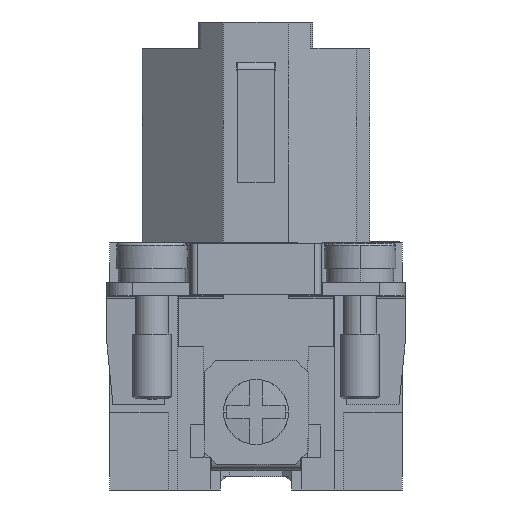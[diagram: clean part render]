
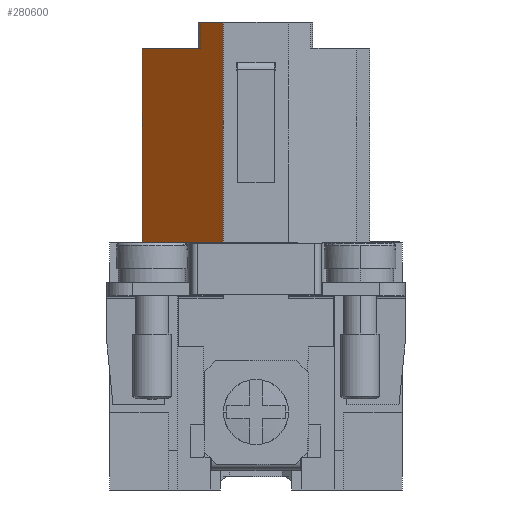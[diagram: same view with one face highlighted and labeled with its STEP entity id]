
A CAD part, left-side view. The second image highlights one B-rep face of the part: STEP entity #280600.
In plain terms, the highlighted planar face has unit normal (-0.736, 0.677, 0).
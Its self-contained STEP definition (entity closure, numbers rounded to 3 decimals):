
#280050=CARTESIAN_POINT('',(-27.5,2.5,15.));
#280060=DIRECTION('',(-0.736,0.677,0.));
#280070=DIRECTION('',(0.677,0.736,0.));
#280080=AXIS2_PLACEMENT_3D('',#280050,#280060,#280070);
#280090=PLANE('',#280080);
#280100=CARTESIAN_POINT('',(-21.75,8.75,0.));
#280110=DIRECTION('',(-0.677,-0.736,0.));
#280120=VECTOR('',#280110,8.493);
#280130=LINE('',#280100,#280120);
#280140=CARTESIAN_POINT('',(-21.75,8.75,0.));
#280150=VERTEX_POINT('',#280140);
#280160=CARTESIAN_POINT('',(-27.5,2.5,0.));
#280170=VERTEX_POINT('',#280160);
#280180=EDGE_CURVE('',#280150,#280170,#280130,.T.);
#280190=ORIENTED_EDGE('',*,*,#280180,.T.);
#280200=CARTESIAN_POINT('',(-21.75,8.75,0.));
#280210=DIRECTION('',(0.,0.,1.));
#280220=VECTOR('',#280210,15.);
#280230=LINE('',#280200,#280220);
#280240=CARTESIAN_POINT('',(-21.75,8.75,15.));
#280250=VERTEX_POINT('',#280240);
#280260=EDGE_CURVE('',#280150,#280250,#280230,.T.);
#280270=ORIENTED_EDGE('',*,*,#280260,.F.);
#280280=CARTESIAN_POINT('',(-29.8,0.,15.));
#280290=DIRECTION('',(0.677,0.736,0.));
#280300=VECTOR('',#280290,1.);
#280310=LINE('',#280280,#280300);
#280320=CARTESIAN_POINT('',(-25.868,4.274,15.));
#280330=VERTEX_POINT('',#280320);
#280340=EDGE_CURVE('',#280330,#280250,#280310,.T.);
#280350=ORIENTED_EDGE('',*,*,#280340,.T.);
#280360=CARTESIAN_POINT('',(-25.868,4.274,0.));
#280370=DIRECTION('',(0.,0.,1.));
#280380=VECTOR('',#280370,1.);
#280390=LINE('',#280360,#280380);
#280400=CARTESIAN_POINT('',(-25.868,4.274,17.));
#280410=VERTEX_POINT('',#280400);
#280420=EDGE_CURVE('',#280330,#280410,#280390,.T.);
#280430=ORIENTED_EDGE('',*,*,#280420,.F.);
#280440=CARTESIAN_POINT('',(-29.8,0.,17.));
#280450=DIRECTION('',(0.677,0.736,0.));
#280460=VECTOR('',#280450,1.);
#280470=LINE('',#280440,#280460);
#280480=CARTESIAN_POINT('',(-27.5,2.5,17.));
#280490=VERTEX_POINT('',#280480);
#280500=EDGE_CURVE('',#280490,#280410,#280470,.T.);
#280510=ORIENTED_EDGE('',*,*,#280500,.T.);
#280520=CARTESIAN_POINT('',(-27.5,2.5,15.));
#280530=DIRECTION('',(0.,0.,1.));
#280540=VECTOR('',#280530,1.);
#280550=LINE('',#280520,#280540);
#280560=EDGE_CURVE('',#280170,#280490,#280550,.T.);
#280570=ORIENTED_EDGE('',*,*,#280560,.T.);
#280580=EDGE_LOOP('',(#280570,#280510,#280430,#280350,#280270,#280190));
#280590=FACE_OUTER_BOUND('',#280580,.T.);
#280600=ADVANCED_FACE('',(#280590),#280090,.T.);
